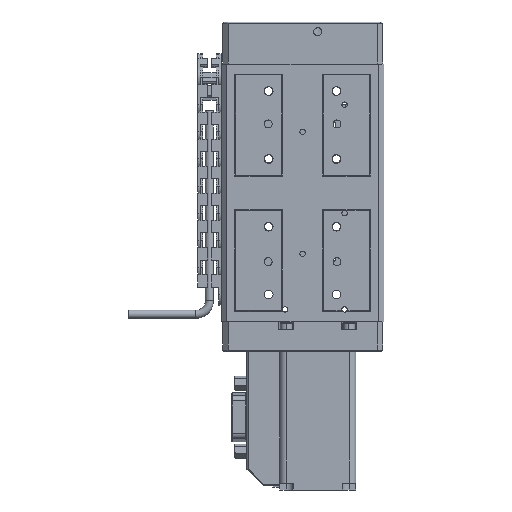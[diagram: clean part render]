
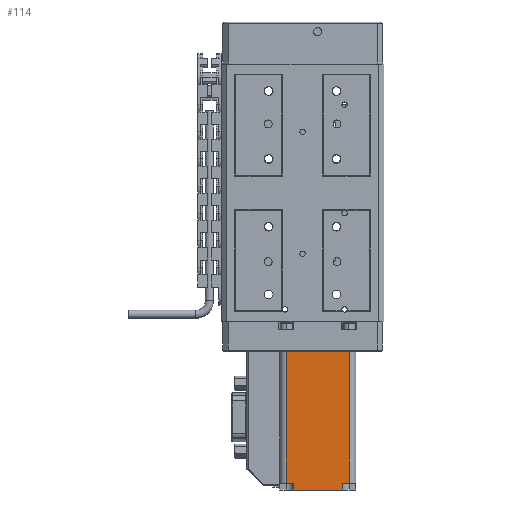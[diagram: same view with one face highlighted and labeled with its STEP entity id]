
A CAD part, front view. The second image highlights one B-rep face of the part: STEP entity #114.
In plain terms, the highlighted face is planar.
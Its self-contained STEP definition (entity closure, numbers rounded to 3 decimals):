
#97 = CARTESIAN_POINT ( 'NONE',  ( 9.017, 14.097, 2.54 ) ) ;
#114 = ADVANCED_FACE ( 'NONE', ( #4036 ), #16893, .F. ) ;
#1135 = VECTOR ( 'NONE', #17507, 1000. ) ;
#1261 = LINE ( 'NONE', #5445, #12453 ) ;
#2342 = EDGE_CURVE ( 'NONE', #34601, #14606, #31773, .T. ) ;
#3366 = VECTOR ( 'NONE', #33083, 1000. ) ;
#4036 = FACE_OUTER_BOUND ( 'NONE', #37818, .T. ) ;
#4733 = VERTEX_POINT ( 'NONE', #17967 ) ;
#5317 = VERTEX_POINT ( 'NONE', #32064 ) ;
#5445 = CARTESIAN_POINT ( 'NONE',  ( 11.557, 14.097, 51.1 ) ) ;
#5639 = DIRECTION ( 'NONE',  ( 1., 0., 0. ) ) ;
#5763 = ORIENTED_EDGE ( 'NONE', *, *, #12956, .F. ) ;
#6637 = CARTESIAN_POINT ( 'NONE',  ( 11.557, 14.097, 51.1 ) ) ;
#7687 = CARTESIAN_POINT ( 'NONE',  ( 9.017, 14.097, 2.54 ) ) ;
#7919 = ORIENTED_EDGE ( 'NONE', *, *, #40083, .T. ) ;
#8001 = VECTOR ( 'NONE', #43929, 1000. ) ;
#8933 = CARTESIAN_POINT ( 'NONE',  ( 11.557, 14.097, 2.54 ) ) ;
#9333 = CARTESIAN_POINT ( 'NONE',  ( -9.017, 14.097, 2.54 ) ) ;
#9433 = CARTESIAN_POINT ( 'NONE',  ( -9.017, 14.097, 0. ) ) ;
#9806 = LINE ( 'NONE', #23214, #37926 ) ;
#9840 = ORIENTED_EDGE ( 'NONE', *, *, #33604, .F. ) ;
#10561 = DIRECTION ( 'NONE',  ( -1., 0., 0. ) ) ;
#11447 = VERTEX_POINT ( 'NONE', #8933 ) ;
#11673 = VECTOR ( 'NONE', #15369, 1000. ) ;
#12453 = VECTOR ( 'NONE', #22201, 1000. ) ;
#12956 = EDGE_CURVE ( 'NONE', #25762, #11447, #24532, .T. ) ;
#13228 = DIRECTION ( 'NONE',  ( 0., 0., -1. ) ) ;
#13481 = DIRECTION ( 'NONE',  ( 0., 0., -1. ) ) ;
#13850 = VECTOR ( 'NONE', #10561, 1000. ) ;
#14250 = EDGE_CURVE ( 'NONE', #25762, #34601, #30214, .T. ) ;
#14606 = VERTEX_POINT ( 'NONE', #9433 ) ;
#14915 = ORIENTED_EDGE ( 'NONE', *, *, #40108, .F. ) ;
#15057 = EDGE_CURVE ( 'NONE', #26795, #5317, #26670, .T. ) ;
#15369 = DIRECTION ( 'NONE',  ( 1., 0., 0. ) ) ;
#15488 = ORIENTED_EDGE ( 'NONE', *, *, #2342, .T. ) ;
#16105 = CARTESIAN_POINT ( 'NONE',  ( -14.097, 14.097, 51.1 ) ) ;
#16893 = PLANE ( 'NONE',  #36746 ) ;
#17507 = DIRECTION ( 'NONE',  ( 0., 0., 1. ) ) ;
#17967 = CARTESIAN_POINT ( 'NONE',  ( -9.017, 14.097, 2.54 ) ) ;
#19141 = LINE ( 'NONE', #9333, #8001 ) ;
#19701 = EDGE_CURVE ( 'NONE', #25231, #5317, #54294, .T. ) ;
#20530 = CARTESIAN_POINT ( 'NONE',  ( -14.097, 14.097, 51.1 ) ) ;
#22201 = DIRECTION ( 'NONE',  ( 0., 0., -1. ) ) ;
#23214 = CARTESIAN_POINT ( 'NONE',  ( -9.017, 14.097, 2.54 ) ) ;
#24532 = LINE ( 'NONE', #53573, #11673 ) ;
#25231 = VERTEX_POINT ( 'NONE', #6637 ) ;
#25510 = DIRECTION ( 'NONE',  ( 0., -1., 0. ) ) ;
#25762 = VERTEX_POINT ( 'NONE', #7687 ) ;
#25781 = CARTESIAN_POINT ( 'NONE',  ( -11.557, 14.097, 2.54 ) ) ;
#26670 = LINE ( 'NONE', #35324, #1135 ) ;
#26795 = VERTEX_POINT ( 'NONE', #25781 ) ;
#30214 = LINE ( 'NONE', #97, #44693 ) ;
#31773 = LINE ( 'NONE', #48788, #13850 ) ;
#32064 = CARTESIAN_POINT ( 'NONE',  ( -11.557, 14.097, 51.1 ) ) ;
#33083 = DIRECTION ( 'NONE',  ( -1., 0., 0. ) ) ;
#33604 = EDGE_CURVE ( 'NONE', #26795, #4733, #9806, .T. ) ;
#34601 = VERTEX_POINT ( 'NONE', #46106 ) ;
#35324 = CARTESIAN_POINT ( 'NONE',  ( -11.557, 14.097, 51.1 ) ) ;
#36746 = AXIS2_PLACEMENT_3D ( 'NONE', #20530, #25510, #13228 ) ;
#37349 = ORIENTED_EDGE ( 'NONE', *, *, #19701, .F. ) ;
#37818 = EDGE_LOOP ( 'NONE', ( #9840, #48386, #37349, #7919, #5763, #52597, #15488, #14915 ) ) ;
#37926 = VECTOR ( 'NONE', #5639, 1000. ) ;
#40083 = EDGE_CURVE ( 'NONE', #25231, #11447, #1261, .T. ) ;
#40108 = EDGE_CURVE ( 'NONE', #4733, #14606, #19141, .T. ) ;
#43929 = DIRECTION ( 'NONE',  ( 0., 0., -1. ) ) ;
#44693 = VECTOR ( 'NONE', #13481, 1000. ) ;
#46106 = CARTESIAN_POINT ( 'NONE',  ( 9.017, 14.097, 0. ) ) ;
#48386 = ORIENTED_EDGE ( 'NONE', *, *, #15057, .T. ) ;
#48788 = CARTESIAN_POINT ( 'NONE',  ( -14.097, 14.097, 0. ) ) ;
#52597 = ORIENTED_EDGE ( 'NONE', *, *, #14250, .T. ) ;
#53573 = CARTESIAN_POINT ( 'NONE',  ( 9.017, 14.097, 2.54 ) ) ;
#54294 = LINE ( 'NONE', #16105, #3366 ) ;
